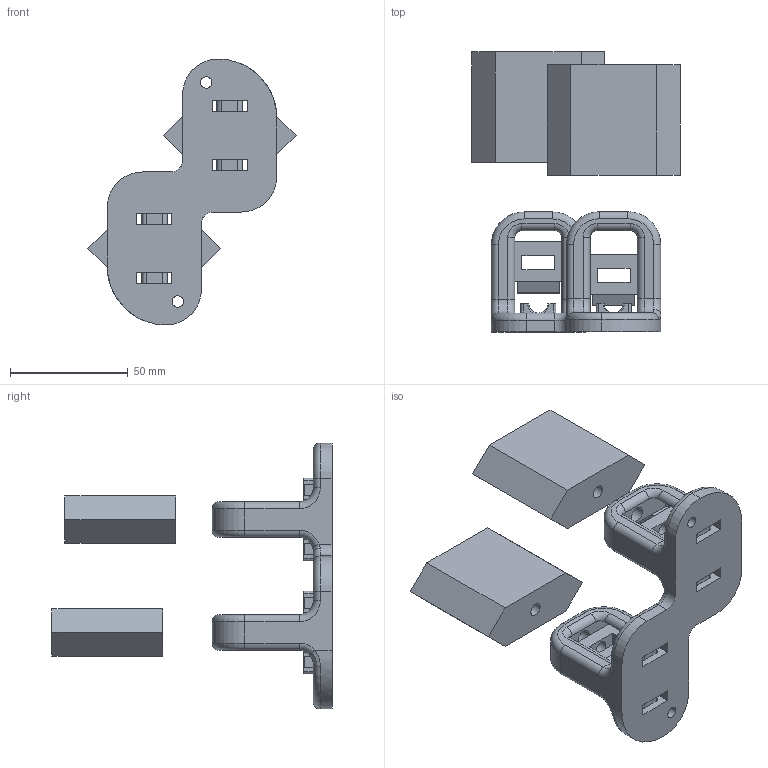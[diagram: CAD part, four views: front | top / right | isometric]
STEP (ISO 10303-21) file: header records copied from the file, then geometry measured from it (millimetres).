
FILE_DESCRIPTION((''),'2;1');
FILE_NAME('VALVE_DOUBLE_ASM','2025-01-13T20:07:42',('weiss'),(''),'CREO PARAMETRIC BY PTC INC, 2022014','CREO PARAMETRIC BY PTC INC, 2022014','');
FILE_SCHEMA(('CONFIG_CONTROL_DESIGN'));
Length unit declared in the file: millimetre
Products named in the file (4): VALVE_DOUBLE_BASEPLATE; KLEMPLATTE_V3; SCHRAUBKOPF; VALVE_DOUBLE_ASM
Assembly tree (5 placements, depth 2):
  VALVE_DOUBLE_ASM
    VALVE_DOUBLE_BASEPLATE
    KLEMPLATTE_V3  x2
    SCHRAUBKOPF  x2
Bounding box: 88.5 x 119 x 113 mm (x, y, z)
Volume: 142660.5 mm3; surface area: 47636.4 mm2
Topology: 5 solids, 5 shells, 354 faces, 956 edges, 602 vertices
Faces by surface type: plane 178, cylinder 112, torus 56, cone 4, bspline 4
Entity records: 10520 total; most frequent: CARTESIAN_POINT 2218, DIRECTION 1782, ORIENTED_EDGE 1716, EDGE_CURVE 858, AXIS2_PLACEMENT_3D 638, VERTEX_POINT 538, VECTOR 506, LINE 506
